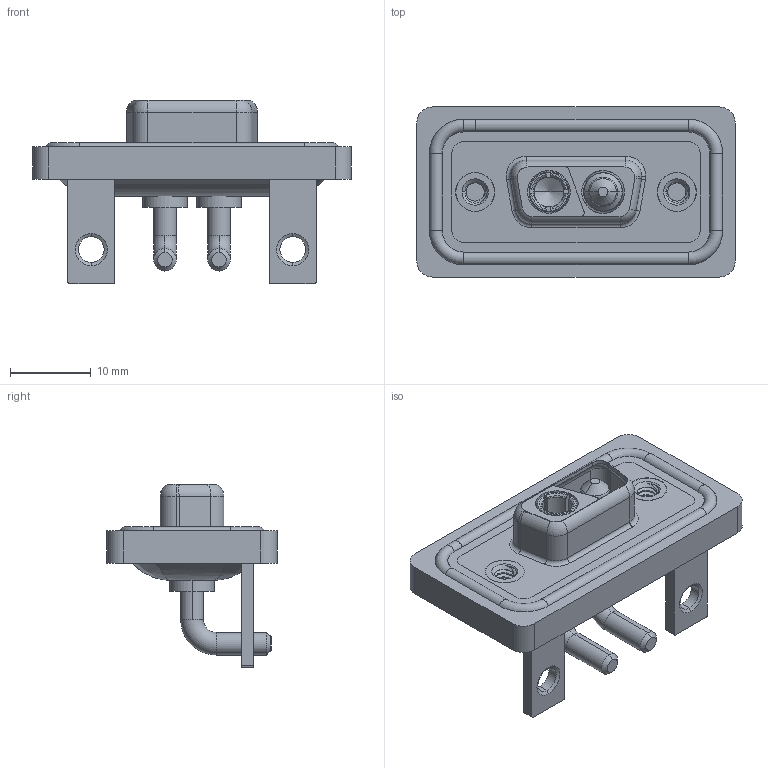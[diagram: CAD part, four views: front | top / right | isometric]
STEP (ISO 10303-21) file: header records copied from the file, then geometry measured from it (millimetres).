
FILE_DESCRIPTION (( 'STEP AP203' ), '1' );
FILE_NAME ('630W2WK2340-2N4.STEP', '2024-04-11T21:28:38', ( '' ), ( '' ), 'SwSTEP 2.0', 'SolidWorks 2023', '' );
FILE_SCHEMA (( 'CONFIG_CONTROL_DESIGN' ));
Length unit declared in the file: millimetre
Products named in the file (9): Power Pin_20A RA; 630W2WK2340-2N4; 630Combo Threaded Rivet_2; 630Combo Stabilizer Bracket_50 Contacts; 630Combo Housing_2WK2; 630Combo Shell Front_09 Contacts; 630Combo Shell Rear_09 Contacts; 630Combo Waterproof Housing_09 Contacts; Power Socket_20A RA
Assembly tree (10 placements, depth 2):
  630W2WK2340-2N4
    630Combo Housing_2WK2
    630Combo Shell Front_09 Contacts
    630Combo Shell Rear_09 Contacts
    630Combo Threaded Rivet_2  x2
    630Combo Stabilizer Bracket_50 Contacts  x2
    Power Socket_20A RA
    Power Pin_20A RA
    630Combo Waterproof Housing_09 Contacts
Bounding box: 39.5 x 21.1 x 22.8 mm (x, y, z)
Volume: 5073.1 mm3; surface area: 8229.4 mm2
Topology: 13 solids, 13 shells, 556 faces, 1378 edges, 865 vertices
Faces by surface type: cylinder 259, plane 164, torus 81, cone 40, bspline 12
Entity records: 17751 total; most frequent: CARTESIAN_POINT 4773, DIRECTION 2648, ORIENTED_EDGE 2446, EDGE_CURVE 1223, AXIS2_PLACEMENT_3D 1059, VERTEX_POINT 771, CIRCLE 556, EDGE_LOOP 548
